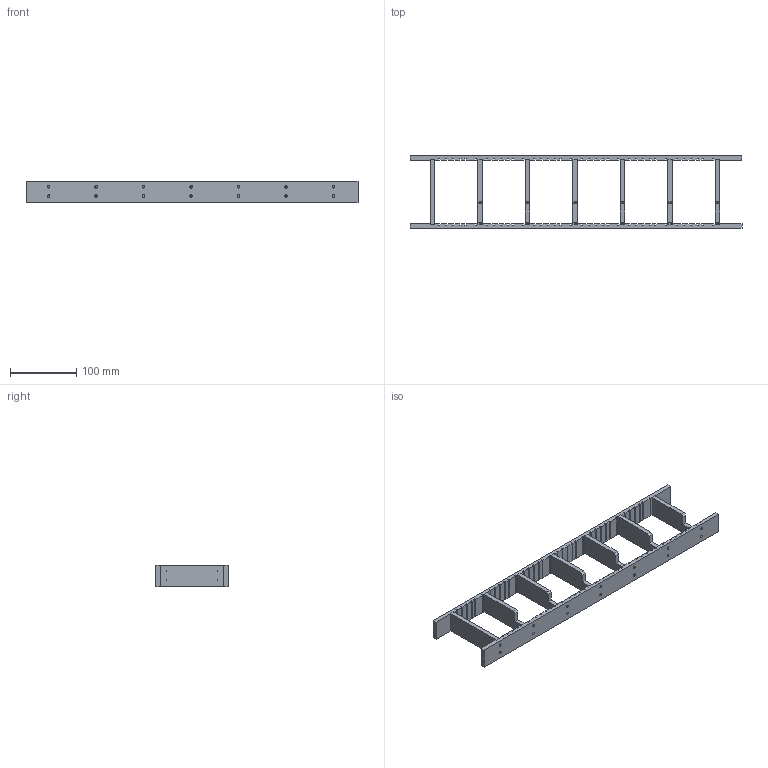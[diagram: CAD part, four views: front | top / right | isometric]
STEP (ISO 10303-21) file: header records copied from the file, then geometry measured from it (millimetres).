
FILE_DESCRIPTION (( 'STEP AP214' ), '1' );
FILE_NAME ('mount.STEP', '2012-06-04T20:27:07', ( 'mza' ), ( 'IDLAB' ), 'SwSTEP 2.0', 'SolidWorks 2012', '' );
FILE_SCHEMA (( 'AUTOMOTIVE_DESIGN' ));
Length unit declared in the file: millimetre
Products named in the file (4): bottom_strip; mount-slats; top_strip; mount
Assembly tree (3 placements, depth 2):
  mount
    top_strip
    mount-slats
    bottom_strip
Bounding box: 500 x 108.7 x 31.75 mm (x, y, z)
Volume: 305793.7 mm3; surface area: 141253.5 mm2
Topology: 9 solids, 9 shells, 592 faces, 1656 edges, 1104 vertices
Faces by surface type: plane 456, cylinder 136
Entity records: 19284 total; most frequent: CARTESIAN_POINT 3358, ORIENTED_EDGE 3312, DIRECTION 3124, EDGE_CURVE 1656, VECTOR 1384, LINE 1384, VERTEX_POINT 1104, AXIS2_PLACEMENT_3D 870
